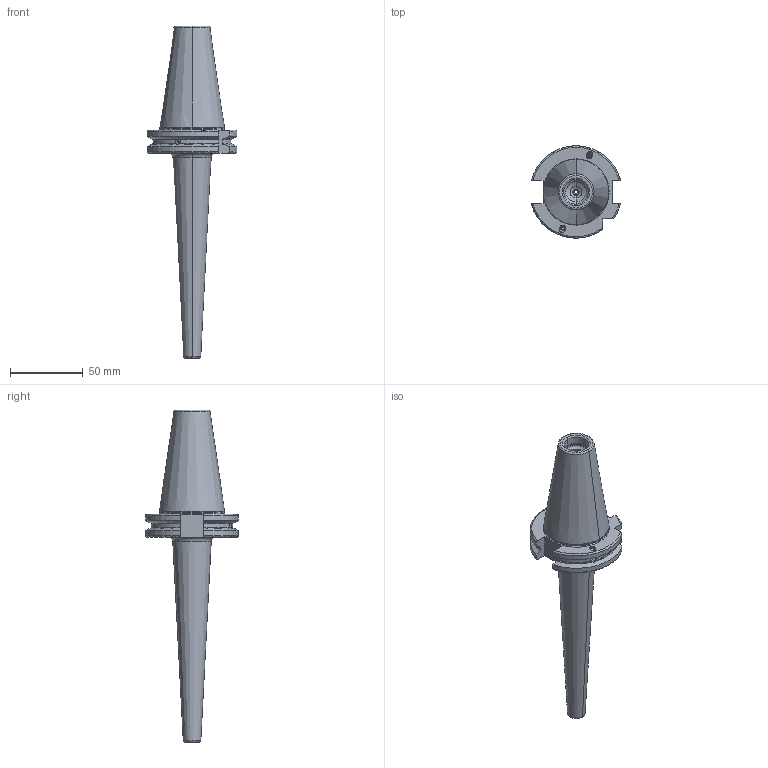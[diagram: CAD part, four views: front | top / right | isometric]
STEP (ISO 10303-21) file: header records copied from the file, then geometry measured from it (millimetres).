
FILE_DESCRIPTION((''),'2;1');
FILE_NAME('403_72_06_2','2020-06-10T',('104091'),(''),'CREO PARAMETRIC BY PTC INC, 2015290','CREO PARAMETRIC BY PTC INC, 2015290','');
FILE_SCHEMA(('CONFIG_CONTROL_DESIGN'));
Length unit declared in the file: millimetre
Products named in the file (1): 403_72_06_2
Bounding box: 61.48 x 63.54 x 228.4 mm (x, y, z)
Volume: 131529.7 mm3; surface area: 33134.6 mm2
Topology: 1 solids, 1 shells, 188 faces, 468 edges, 295 vertices
Faces by surface type: plane 57, cylinder 49, cone 48, torus 34
Entity records: 6171 total; most frequent: CARTESIAN_POINT 1685, DIRECTION 946, ORIENTED_EDGE 920, EDGE_CURVE 460, AXIS2_PLACEMENT_3D 374, VERTEX_POINT 283, EDGE_LOOP 203, VECTOR 198
